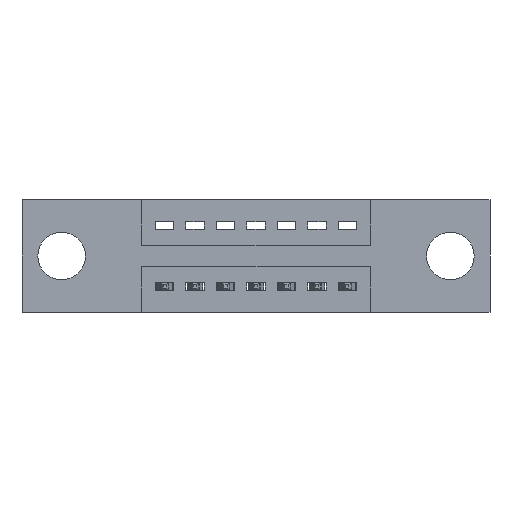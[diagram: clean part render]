
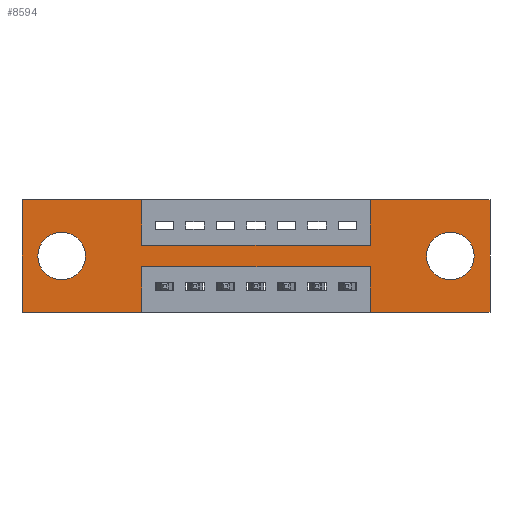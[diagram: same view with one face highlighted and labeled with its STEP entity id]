
A CAD part, front view. The second image highlights one B-rep face of the part: STEP entity #8594.
In plain terms, the highlighted planar face has unit normal (0, -1, 0).
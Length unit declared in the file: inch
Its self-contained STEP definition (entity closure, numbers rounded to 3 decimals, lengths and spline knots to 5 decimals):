
#93 = CARTESIAN_POINT ( 'NONE',  ( 0., 0., 0. ) ) ;
#106 = CIRCLE ( 'NONE', #3995, 0.078 ) ;
#327 = AXIS2_PLACEMENT_3D ( 'NONE', #3301, #9057, #5714 ) ;
#462 = ORIENTED_EDGE ( 'NONE', *, *, #8265, .F. ) ;
#480 = ORIENTED_EDGE ( 'NONE', *, *, #1024, .T. ) ;
#577 = ORIENTED_EDGE ( 'NONE', *, *, #7179, .F. ) ;
#595 = EDGE_CURVE ( 'NONE', #8744, #8760, #6331, .T. ) ;
#631 = EDGE_CURVE ( 'NONE', #1599, #5897, #9922, .T. ) ;
#736 = CIRCLE ( 'NONE', #7642, 0.078 ) ;
#770 = CARTESIAN_POINT ( 'NONE',  ( 0.3925, 0., -0.37 ) ) ;
#809 = PLANE ( 'NONE',  #7323 ) ;
#824 = CARTESIAN_POINT ( 'NONE',  ( 0.13, 0., -0.107 ) ) ;
#836 = DIRECTION ( 'NONE',  ( 0., 0., 1. ) ) ;
#843 = VERTEX_POINT ( 'NONE', #5994 ) ;
#1024 = EDGE_CURVE ( 'NONE', #4076, #2022, #5941, .T. ) ;
#1290 = VERTEX_POINT ( 'NONE', #5356 ) ;
#1292 = ORIENTED_EDGE ( 'NONE', *, *, #595, .F. ) ;
#1345 = CARTESIAN_POINT ( 'NONE',  ( 0.3925, 0., 0. ) ) ;
#1382 = LINE ( 'NONE', #6395, #6789 ) ;
#1392 = VECTOR ( 'NONE', #4098, 39.37008 ) ;
#1494 = EDGE_CURVE ( 'NONE', #4751, #843, #1715, .T. ) ;
#1572 = DIRECTION ( 'NONE',  ( 0., 1., 0. ) ) ;
#1584 = VERTEX_POINT ( 'NONE', #7457 ) ;
#1593 = VECTOR ( 'NONE', #1620, 39.37008 ) ;
#1599 = VERTEX_POINT ( 'NONE', #5871 ) ;
#1620 = DIRECTION ( 'NONE',  ( 1., 0., 0. ) ) ;
#1695 = EDGE_CURVE ( 'NONE', #8760, #1599, #3770, .T. ) ;
#1715 = CIRCLE ( 'NONE', #327, 0.078 ) ;
#1813 = CARTESIAN_POINT ( 'NONE',  ( 1.1425, 0., 0. ) ) ;
#1835 = DIRECTION ( 'NONE',  ( 0., 0., -1. ) ) ;
#1936 = ORIENTED_EDGE ( 'NONE', *, *, #631, .F. ) ;
#2022 = VERTEX_POINT ( 'NONE', #5855 ) ;
#2160 = DIRECTION ( 'NONE',  ( 0., 0., 1. ) ) ;
#2369 = DIRECTION ( 'NONE',  ( 0., 0., 1. ) ) ;
#2390 = ORIENTED_EDGE ( 'NONE', *, *, #4141, .F. ) ;
#2548 = DIRECTION ( 'NONE',  ( 0., 1., 0. ) ) ;
#2869 = LINE ( 'NONE', #2926, #9648 ) ;
#2926 = CARTESIAN_POINT ( 'NONE',  ( 0.3925, 0., -0.15 ) ) ;
#2968 = CARTESIAN_POINT ( 'NONE',  ( 0.3925, 0., -0.15 ) ) ;
#3052 = DIRECTION ( 'NONE',  ( -1., 0., 0. ) ) ;
#3169 = LINE ( 'NONE', #9609, #9474 ) ;
#3301 = CARTESIAN_POINT ( 'NONE',  ( 1.405, 0., -0.185 ) ) ;
#3404 = ORIENTED_EDGE ( 'NONE', *, *, #5711, .F. ) ;
#3439 = VECTOR ( 'NONE', #3052, 39.37008 ) ;
#3487 = ORIENTED_EDGE ( 'NONE', *, *, #6873, .F. ) ;
#3691 = LINE ( 'NONE', #10288, #3439 ) ;
#3770 = LINE ( 'NONE', #10051, #6388 ) ;
#3995 = AXIS2_PLACEMENT_3D ( 'NONE', #9522, #7920, #836 ) ;
#4046 = DIRECTION ( 'NONE',  ( 0., -1., 0. ) ) ;
#4060 = CARTESIAN_POINT ( 'NONE',  ( 0.13, 0., -0.185 ) ) ;
#4076 = VERTEX_POINT ( 'NONE', #824 ) ;
#4098 = DIRECTION ( 'NONE',  ( 0., 0., -1. ) ) ;
#4113 = LINE ( 'NONE', #8750, #7982 ) ;
#4138 = CARTESIAN_POINT ( 'NONE',  ( 1.405, 0., -0.185 ) ) ;
#4141 = EDGE_CURVE ( 'NONE', #4906, #6358, #3169, .T. ) ;
#4297 = VERTEX_POINT ( 'NONE', #1345 ) ;
#4749 = LINE ( 'NONE', #7961, #7316 ) ;
#4751 = VERTEX_POINT ( 'NONE', #8455 ) ;
#4802 = DIRECTION ( 'NONE',  ( 0., 0., 1. ) ) ;
#4841 = VERTEX_POINT ( 'NONE', #10422 ) ;
#4906 = VERTEX_POINT ( 'NONE', #10369 ) ;
#4984 = CARTESIAN_POINT ( 'NONE',  ( 0., 0., -0.37 ) ) ;
#5027 = ORIENTED_EDGE ( 'NONE', *, *, #7454, .T. ) ;
#5160 = CARTESIAN_POINT ( 'NONE',  ( 1.535, 0., 0. ) ) ;
#5191 = DIRECTION ( 'NONE',  ( 1., 0., 0. ) ) ;
#5356 = CARTESIAN_POINT ( 'NONE',  ( 1.1425, 0., -0.22 ) ) ;
#5417 = EDGE_LOOP ( 'NONE', ( #5758, #5027 ) ) ;
#5448 = AXIS2_PLACEMENT_3D ( 'NONE', #4060, #1572, #4802 ) ;
#5539 = DIRECTION ( 'NONE',  ( 0., 0., 1. ) ) ;
#5561 = DIRECTION ( 'NONE',  ( 0., 0., -1. ) ) ;
#5711 = EDGE_CURVE ( 'NONE', #6495, #1584, #6516, .T. ) ;
#5714 = DIRECTION ( 'NONE',  ( 0., 0., -1. ) ) ;
#5758 = ORIENTED_EDGE ( 'NONE', *, *, #1494, .T. ) ;
#5811 = CARTESIAN_POINT ( 'NONE',  ( 1.1425, 0., -0.15 ) ) ;
#5855 = CARTESIAN_POINT ( 'NONE',  ( 0.13, 0., -0.263 ) ) ;
#5871 = CARTESIAN_POINT ( 'NONE',  ( 1.535, 0., 0. ) ) ;
#5897 = VERTEX_POINT ( 'NONE', #9947 ) ;
#5941 = CIRCLE ( 'NONE', #5448, 0.078 ) ;
#5994 = CARTESIAN_POINT ( 'NONE',  ( 1.405, 0., -0.263 ) ) ;
#6049 = EDGE_CURVE ( 'NONE', #1584, #4906, #1382, .T. ) ;
#6331 = LINE ( 'NONE', #9572, #6780 ) ;
#6343 = EDGE_CURVE ( 'NONE', #1290, #6495, #3691, .T. ) ;
#6358 = VERTEX_POINT ( 'NONE', #10078 ) ;
#6388 = VECTOR ( 'NONE', #9303, 39.37008 ) ;
#6395 = CARTESIAN_POINT ( 'NONE',  ( 0., 0., -0.37 ) ) ;
#6446 = FACE_BOUND ( 'NONE', #8718, .T. ) ;
#6495 = VERTEX_POINT ( 'NONE', #9610 ) ;
#6516 = LINE ( 'NONE', #770, #1392 ) ;
#6546 = EDGE_CURVE ( 'NONE', #4297, #8936, #4113, .T. ) ;
#6554 = DIRECTION ( 'NONE',  ( -1., 0., 0. ) ) ;
#6657 = DIRECTION ( 'NONE',  ( 0., 0., -1. ) ) ;
#6780 = VECTOR ( 'NONE', #5539, 39.37008 ) ;
#6789 = VECTOR ( 'NONE', #8724, 39.37008 ) ;
#6790 = DIRECTION ( 'NONE',  ( 0., 0., -1. ) ) ;
#6873 = EDGE_CURVE ( 'NONE', #6358, #4297, #8896, .T. ) ;
#7110 = ORIENTED_EDGE ( 'NONE', *, *, #6546, .F. ) ;
#7179 = EDGE_CURVE ( 'NONE', #8936, #8744, #2869, .T. ) ;
#7296 = FACE_BOUND ( 'NONE', #5417, .T. ) ;
#7316 = VECTOR ( 'NONE', #2160, 39.37008 ) ;
#7323 = AXIS2_PLACEMENT_3D ( 'NONE', #8832, #4046, #5561 ) ;
#7354 = LINE ( 'NONE', #4984, #10350 ) ;
#7395 = EDGE_CURVE ( 'NONE', #5897, #4841, #7354, .T. ) ;
#7454 = EDGE_CURVE ( 'NONE', #843, #4751, #736, .T. ) ;
#7457 = CARTESIAN_POINT ( 'NONE',  ( 0.3925, 0., -0.37 ) ) ;
#7596 = ORIENTED_EDGE ( 'NONE', *, *, #10074, .T. ) ;
#7642 = AXIS2_PLACEMENT_3D ( 'NONE', #4138, #2548, #6657 ) ;
#7693 = EDGE_LOOP ( 'NONE', ( #3404, #7914, #462, #7719, #1936, #8448, #1292, #577, #7110, #3487, #2390, #8182 ) ) ;
#7719 = ORIENTED_EDGE ( 'NONE', *, *, #7395, .F. ) ;
#7887 = FACE_OUTER_BOUND ( 'NONE', #7693, .T. ) ;
#7914 = ORIENTED_EDGE ( 'NONE', *, *, #6343, .F. ) ;
#7920 = DIRECTION ( 'NONE',  ( 0., 1., 0. ) ) ;
#7961 = CARTESIAN_POINT ( 'NONE',  ( 1.1425, 0., -0.37 ) ) ;
#7982 = VECTOR ( 'NONE', #1835, 39.37008 ) ;
#8182 = ORIENTED_EDGE ( 'NONE', *, *, #6049, .F. ) ;
#8265 = EDGE_CURVE ( 'NONE', #4841, #1290, #4749, .T. ) ;
#8448 = ORIENTED_EDGE ( 'NONE', *, *, #1695, .F. ) ;
#8455 = CARTESIAN_POINT ( 'NONE',  ( 1.405, 0., -0.107 ) ) ;
#8594 = ADVANCED_FACE ( 'NONE', ( #7296, #6446, #7887 ), #809, .T. ) ;
#8718 = EDGE_LOOP ( 'NONE', ( #480, #7596 ) ) ;
#8724 = DIRECTION ( 'NONE',  ( -1., 0., 0. ) ) ;
#8744 = VERTEX_POINT ( 'NONE', #5811 ) ;
#8750 = CARTESIAN_POINT ( 'NONE',  ( 0.3925, 0., 0. ) ) ;
#8760 = VERTEX_POINT ( 'NONE', #1813 ) ;
#8806 = VECTOR ( 'NONE', #6790, 39.37008 ) ;
#8832 = CARTESIAN_POINT ( 'NONE',  ( 0., 0., -0.37 ) ) ;
#8896 = LINE ( 'NONE', #93, #1593 ) ;
#8936 = VERTEX_POINT ( 'NONE', #2968 ) ;
#9057 = DIRECTION ( 'NONE',  ( 0., 1., 0. ) ) ;
#9303 = DIRECTION ( 'NONE',  ( 1., 0., 0. ) ) ;
#9474 = VECTOR ( 'NONE', #2369, 39.37008 ) ;
#9522 = CARTESIAN_POINT ( 'NONE',  ( 0.13, 0., -0.185 ) ) ;
#9572 = CARTESIAN_POINT ( 'NONE',  ( 1.1425, 0., 0. ) ) ;
#9609 = CARTESIAN_POINT ( 'NONE',  ( 0., 0., 0. ) ) ;
#9610 = CARTESIAN_POINT ( 'NONE',  ( 0.3925, 0., -0.22 ) ) ;
#9648 = VECTOR ( 'NONE', #5191, 39.37008 ) ;
#9922 = LINE ( 'NONE', #5160, #8806 ) ;
#9947 = CARTESIAN_POINT ( 'NONE',  ( 1.535, 0., -0.37 ) ) ;
#10051 = CARTESIAN_POINT ( 'NONE',  ( 0., 0., 0. ) ) ;
#10074 = EDGE_CURVE ( 'NONE', #2022, #4076, #106, .T. ) ;
#10078 = CARTESIAN_POINT ( 'NONE',  ( 0., 0., 0. ) ) ;
#10288 = CARTESIAN_POINT ( 'NONE',  ( 0.3925, 0., -0.22 ) ) ;
#10350 = VECTOR ( 'NONE', #6554, 39.37008 ) ;
#10369 = CARTESIAN_POINT ( 'NONE',  ( 0., 0., -0.37 ) ) ;
#10422 = CARTESIAN_POINT ( 'NONE',  ( 1.1425, 0., -0.37 ) ) ;
